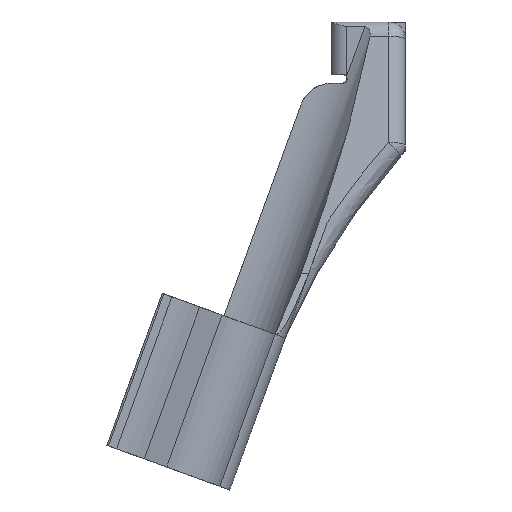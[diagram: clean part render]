
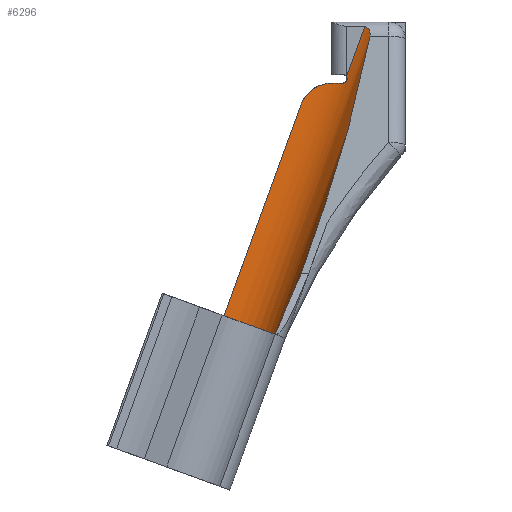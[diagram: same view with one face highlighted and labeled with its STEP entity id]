
A CAD part, left-side view. The second image highlights one B-rep face of the part: STEP entity #6296.
In plain terms, the highlighted cylindrical face has radius 13.5 mm (diameter 27 mm), a partial arc.
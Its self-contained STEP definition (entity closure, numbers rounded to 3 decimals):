
#186=CIRCLE('',#6706,13.5);
#482=FACE_OUTER_BOUND('',#825,.T.);
#825=EDGE_LOOP('',(#5036,#5037,#5038,#5039,#5040,#5041,#5042,#5043,#5044,
#5045,#5046,#5047));
#1328=B_SPLINE_CURVE_WITH_KNOTS('',3,(#18246,#18247,#18248,#18249,#18250,
#18251),.UNSPECIFIED.,.F.,.F.,(4,2,4),(0.501,0.542,
0.548),.UNSPECIFIED.);
#1329=B_SPLINE_CURVE_WITH_KNOTS('',3,(#18253,#18254,#18255,#18256,#18257,
#18258),.UNSPECIFIED.,.F.,.F.,(4,2,4),(0.288,0.3,
0.328),.UNSPECIFIED.);
#1330=B_SPLINE_CURVE_WITH_KNOTS('',3,(#18260,#18261,#18262,#18263,#18264,
#18265,#18266,#18267,#18268,#18269,#18270,#18271),.UNSPECIFIED.,.F.,.F.,
(4,2,2,2,2,4),(0.328,0.347,0.394,0.443,
0.491,0.501),.UNSPECIFIED.);
#1331=B_SPLINE_CURVE_WITH_KNOTS('',3,(#18279,#18280,#18281,#18282,#18283,
#18284,#18285,#18286,#18287,#18288,#18289,#18290),.UNSPECIFIED.,.F.,.F.,
(4,2,2,2,2,4),(1.324,1.377,1.504,1.591,
1.679,1.71),.UNSPECIFIED.);
#1334=B_SPLINE_CURVE_WITH_KNOTS('',3,(#18438,#18439,#18440,#18441,#18442,
#18443,#18444,#18445),.UNSPECIFIED.,.F.,.F.,(4,2,2,4),(-2.049,
-1.642,-0.964,0.),.UNSPECIFIED.);
#1335=B_SPLINE_CURVE_WITH_KNOTS('',3,(#18449,#18450,#18451,#18452,#18453,
#18454,#18455,#18456,#18457,#18458,#18459,#18460),.UNSPECIFIED.,.F.,.F.,
(4,2,2,2,2,4),(-1.174,-1.137,-0.962,-0.786,
-0.393,0.),.UNSPECIFIED.);
#1428=ELLIPSE('',#6680,98.483,13.5);
#1432=ELLIPSE('',#6705,14.366,13.5);
#1612=LINE('',#14250,#1994);
#1670=LINE('',#18275,#2052);
#1687=LINE('',#18416,#2069);
#1994=VECTOR('',#7481,10.);
#2052=VECTOR('',#7647,10.);
#2069=VECTOR('',#7720,10.);
#2621=VERTEX_POINT('',#14247);
#2622=VERTEX_POINT('',#14249);
#2690=VERTEX_POINT('',#18243);
#2691=VERTEX_POINT('',#18245);
#2692=VERTEX_POINT('',#18252);
#2693=VERTEX_POINT('',#18259);
#2694=VERTEX_POINT('',#18274);
#2695=VERTEX_POINT('',#18278);
#2697=VERTEX_POINT('',#18297);
#2717=VERTEX_POINT('',#18393);
#2718=VERTEX_POINT('',#18397);
#2720=VERTEX_POINT('',#18447);
#3411=EDGE_CURVE('',#2622,#2621,#1612,.T.);
#3539=EDGE_CURVE('',#2691,#2690,#1328,.T.);
#3540=EDGE_CURVE('',#2691,#2692,#1329,.T.);
#3541=EDGE_CURVE('',#2692,#2693,#1330,.T.);
#3543=EDGE_CURVE('',#2694,#2693,#1670,.T.);
#3545=EDGE_CURVE('',#2695,#2694,#1331,.T.);
#3549=EDGE_CURVE('',#2695,#2697,#1428,.T.);
#3580=EDGE_CURVE('',#2717,#2718,#1687,.T.);
#3584=EDGE_CURVE('',#2718,#2697,#1334,.T.);
#3585=EDGE_CURVE('',#2690,#2720,#1432,.T.);
#3586=EDGE_CURVE('',#2720,#2622,#1335,.T.);
#3587=EDGE_CURVE('',#2621,#2717,#186,.T.);
#5036=ORIENTED_EDGE('',*,*,#3545,.T.);
#5037=ORIENTED_EDGE('',*,*,#3543,.T.);
#5038=ORIENTED_EDGE('',*,*,#3541,.F.);
#5039=ORIENTED_EDGE('',*,*,#3540,.F.);
#5040=ORIENTED_EDGE('',*,*,#3539,.T.);
#5041=ORIENTED_EDGE('',*,*,#3585,.T.);
#5042=ORIENTED_EDGE('',*,*,#3586,.T.);
#5043=ORIENTED_EDGE('',*,*,#3411,.T.);
#5044=ORIENTED_EDGE('',*,*,#3587,.T.);
#5045=ORIENTED_EDGE('',*,*,#3580,.T.);
#5046=ORIENTED_EDGE('',*,*,#3584,.T.);
#5047=ORIENTED_EDGE('',*,*,#3549,.F.);
#6020=CYLINDRICAL_SURFACE('',#6704,13.5);
#6296=ADVANCED_FACE('',(#482),#6020,.F.);
#6680=AXIS2_PLACEMENT_3D('',#18298,#7660,#7661);
#6704=AXIS2_PLACEMENT_3D('',#18446,#7726,#7727);
#6705=AXIS2_PLACEMENT_3D('',#18448,#7728,#7729);
#6706=AXIS2_PLACEMENT_3D('',#18461,#7730,#7731);
#7481=DIRECTION('',(0.,0.342,-0.94));
#7647=DIRECTION('',(0.,0.342,-0.94));
#7660=DIRECTION('center_axis',(0.989,0.,
-0.146));
#7661=DIRECTION('ref_axis',(-0.137,0.345,-0.928));
#7720=DIRECTION('',(0.,-0.342,0.94));
#7726=DIRECTION('center_axis',(0.,0.342,-0.94));
#7727=DIRECTION('ref_axis',(-0.393,-0.864,-0.314));
#7728=DIRECTION('center_axis',(0.,0.,
1.));
#7729=DIRECTION('ref_axis',(0.,1.,0.));
#7730=DIRECTION('center_axis',(0.,0.342,-0.94));
#7731=DIRECTION('ref_axis',(0.945,0.308,0.112));
#14247=CARTESIAN_POINT('',(12.986,37.42,-56.393));
#14249=CARTESIAN_POINT('',(12.986,14.668,6.117));
#14250=CARTESIAN_POINT('',(12.986,37.42,-56.393));
#18243=CARTESIAN_POINT('',(12.193,2.179,12.696));
#18245=CARTESIAN_POINT('',(12.,1.734,12.778));
#18246=CARTESIAN_POINT('Ctrl Pts',(12.,1.734,12.778));
#18247=CARTESIAN_POINT('Ctrl Pts',(12.051,1.857,12.731));
#18248=CARTESIAN_POINT('Ctrl Pts',(12.11,1.992,12.703));
#18249=CARTESIAN_POINT('Ctrl Pts',(12.178,2.144,12.697));
#18250=CARTESIAN_POINT('Ctrl Pts',(12.185,2.161,12.696));
#18251=CARTESIAN_POINT('Ctrl Pts',(12.193,2.179,12.696));
#18252=CARTESIAN_POINT('',(11.868,1.398,12.97));
#18253=CARTESIAN_POINT('Ctrl Pts',(12.,1.734,12.778));
#18254=CARTESIAN_POINT('Ctrl Pts',(11.985,1.697,12.792));
#18255=CARTESIAN_POINT('Ctrl Pts',(11.97,1.661,12.808));
#18256=CARTESIAN_POINT('Ctrl Pts',(11.924,1.549,12.863));
#18257=CARTESIAN_POINT('Ctrl Pts',(11.894,1.471,12.912));
#18258=CARTESIAN_POINT('Ctrl Pts',(11.868,1.398,12.97));
#18259=CARTESIAN_POINT('',(12.,1.087,14.555));
#18260=CARTESIAN_POINT('Ctrl Pts',(11.868,1.398,12.97));
#18261=CARTESIAN_POINT('Ctrl Pts',(11.849,1.347,13.011));
#18262=CARTESIAN_POINT('Ctrl Pts',(11.833,1.298,13.057));
#18263=CARTESIAN_POINT('Ctrl Pts',(11.785,1.144,13.227));
#18264=CARTESIAN_POINT('Ctrl Pts',(11.767,1.058,13.371));
#18265=CARTESIAN_POINT('Ctrl Pts',(11.767,0.949,13.671));
#18266=CARTESIAN_POINT('Ctrl Pts',(11.786,0.922,13.842));
#18267=CARTESIAN_POINT('Ctrl Pts',(11.857,0.939,14.175));
#18268=CARTESIAN_POINT('Ctrl Pts',(11.91,0.982,14.337));
#18269=CARTESIAN_POINT('Ctrl Pts',(11.977,1.058,14.502));
#18270=CARTESIAN_POINT('Ctrl Pts',(11.988,1.072,14.529));
#18271=CARTESIAN_POINT('Ctrl Pts',(12.,1.087,14.555));
#18274=CARTESIAN_POINT('',(12.,-4.373,29.557));
#18275=CARTESIAN_POINT('',(12.,44.556,-104.876));
#18278=CARTESIAN_POINT('',(10.37,-5.893,26.545));
#18279=CARTESIAN_POINT('Ctrl Pts',(10.37,-5.893,26.545));
#18280=CARTESIAN_POINT('Ctrl Pts',(10.397,-5.925,26.726));
#18281=CARTESIAN_POINT('Ctrl Pts',(10.434,-5.944,26.909));
#18282=CARTESIAN_POINT('Ctrl Pts',(10.595,-5.955,27.518));
#18283=CARTESIAN_POINT('Ctrl Pts',(10.769,-5.87,27.93));
#18284=CARTESIAN_POINT('Ctrl Pts',(11.094,-5.599,28.506));
#18285=CARTESIAN_POINT('Ctrl Pts',(11.249,-5.441,28.734));
#18286=CARTESIAN_POINT('Ctrl Pts',(11.562,-5.059,29.126));
#18287=CARTESIAN_POINT('Ctrl Pts',(11.718,-4.835,29.292));
#18288=CARTESIAN_POINT('Ctrl Pts',(11.905,-4.536,29.471));
#18289=CARTESIAN_POINT('Ctrl Pts',(11.953,-4.455,29.515));
#18290=CARTESIAN_POINT('Ctrl Pts',(12.,-4.373,29.557));
#18297=CARTESIAN_POINT('',(0.,14.536,-43.784));
#18298=CARTESIAN_POINT('Origin',(0.,28.902,
-43.784));
#18393=CARTESIAN_POINT('',(-5.311,22.288,-61.9));
#18397=CARTESIAN_POINT('',(-5.311,22.282,-61.884));
#18416=CARTESIAN_POINT('',(-5.311,38.705,-107.005));
#18438=CARTESIAN_POINT('Ctrl Pts',(-5.311,22.282,-61.884));
#18439=CARTESIAN_POINT('Ctrl Pts',(-4.919,21.7,-60.776));
#18440=CARTESIAN_POINT('Ctrl Pts',(-4.539,21.114,-59.576));
#18441=CARTESIAN_POINT('Ctrl Pts',(-3.615,19.684,-56.529));
#18442=CARTESIAN_POINT('Ctrl Pts',(-3.038,18.787,-54.487));
#18443=CARTESIAN_POINT('Ctrl Pts',(-1.687,16.769,-49.682));
#18444=CARTESIAN_POINT('Ctrl Pts',(-0.854,15.595,
-46.695));
#18445=CARTESIAN_POINT('Ctrl Pts',(0.,14.536,
-43.784));
#18446=CARTESIAN_POINT('Origin',(0.,50.368,
-102.76));
#18447=CARTESIAN_POINT('',(13.187,5.271,12.696));
#18448=CARTESIAN_POINT('Origin',(0.,8.345,
12.696));
#18449=CARTESIAN_POINT('Ctrl Pts',(13.187,5.271,12.696));
#18450=CARTESIAN_POINT('Ctrl Pts',(13.212,5.392,12.696));
#18451=CARTESIAN_POINT('Ctrl Pts',(13.235,5.512,12.694));
#18452=CARTESIAN_POINT('Ctrl Pts',(13.359,6.207,12.669));
#18453=CARTESIAN_POINT('Ctrl Pts',(13.433,6.839,12.593));
#18454=CARTESIAN_POINT('Ctrl Pts',(13.505,8.081,12.315));
#18455=CARTESIAN_POINT('Ctrl Pts',(13.506,8.69,12.112));
#18456=CARTESIAN_POINT('Ctrl Pts',(13.45,10.43,11.363));
#18457=CARTESIAN_POINT('Ctrl Pts',(13.31,11.594,10.566));
#18458=CARTESIAN_POINT('Ctrl Pts',(13.072,13.489,8.559));
#18459=CARTESIAN_POINT('Ctrl Pts',(12.986,14.22,7.348));
#18460=CARTESIAN_POINT('Ctrl Pts',(12.986,14.668,6.117));
#18461=CARTESIAN_POINT('Origin',(0.,33.951,
-57.655));
